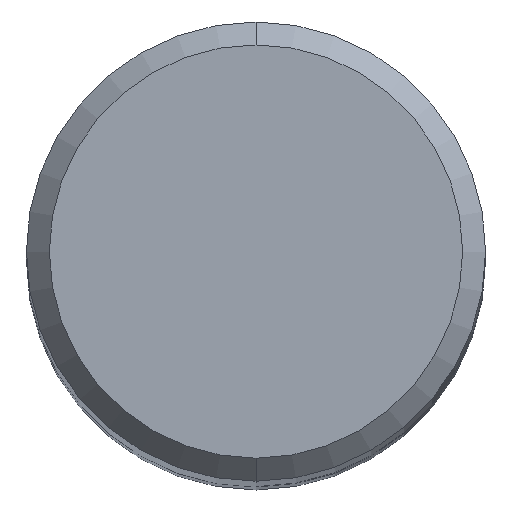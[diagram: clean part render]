
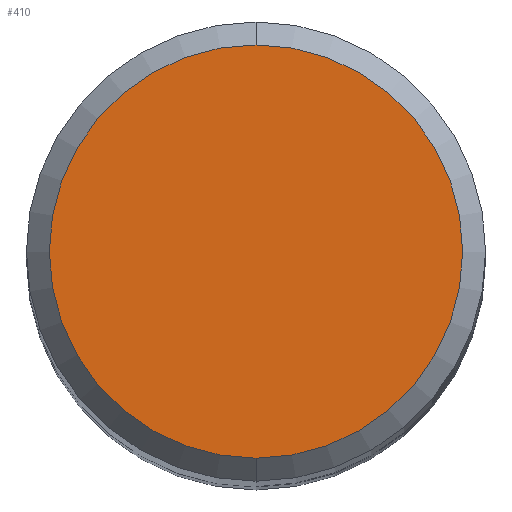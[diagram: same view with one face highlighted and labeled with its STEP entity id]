
A CAD part, top view. The second image highlights one B-rep face of the part: STEP entity #410.
In plain terms, the highlighted planar face has unit normal (0, 0, 1).
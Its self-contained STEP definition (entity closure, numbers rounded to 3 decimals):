
#308=VERTEX_POINT('',#616);
#336=EDGE_CURVE('',#414,#308,#646,.T.);
#410=ADVANCED_FACE('',(#730),#731,.T.);
#412=EDGE_CURVE('',#308,#414,#733,.T.);
#414=VERTEX_POINT('',#735);
#616=CARTESIAN_POINT('',(0.,-3.6,0.0));
#646=CIRCLE('',#1213,3.6);
#730=FACE_OUTER_BOUND('',#1341,.T.);
#731=PLANE('',#1342);
#733=CIRCLE('',#1345,3.6);
#735=CARTESIAN_POINT('',(0.0,3.6,0.0));
#1213=AXIS2_PLACEMENT_3D('',#1596,#1597,#1598);
#1341=EDGE_LOOP('',(#1717,#1718));
#1342=AXIS2_PLACEMENT_3D('',#1719,#1720,#1721);
#1345=AXIS2_PLACEMENT_3D('',#1722,#1723,#1724);
#1596=CARTESIAN_POINT('',(0.0,0.0,0.0));
#1597=DIRECTION('',(0.0,0.0,-1.0));
#1598=DIRECTION('',(0.0,1.0,0.0));
#1717=ORIENTED_EDGE('',*,*,#336,.F.);
#1718=ORIENTED_EDGE('',*,*,#412,.F.);
#1719=CARTESIAN_POINT('',(0.0,1.8,0.0));
#1720=DIRECTION('',(-0.0,0.0,1.0));
#1721=DIRECTION('',(0.0,-1.0,0.0));
#1722=CARTESIAN_POINT('',(0.0,0.0,0.0));
#1723=DIRECTION('',(0.0,0.0,-1.0));
#1724=DIRECTION('',(0.0,1.0,0.0));
